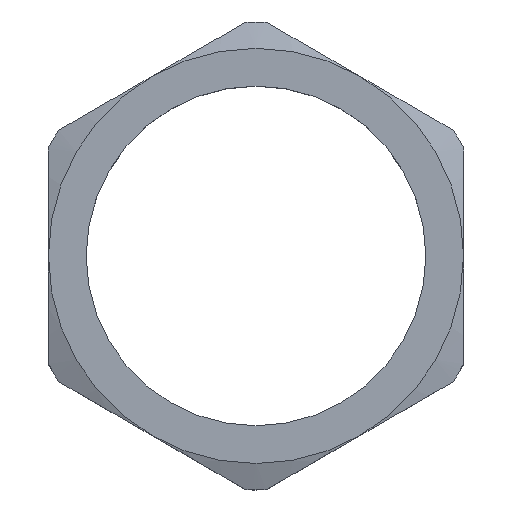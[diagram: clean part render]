
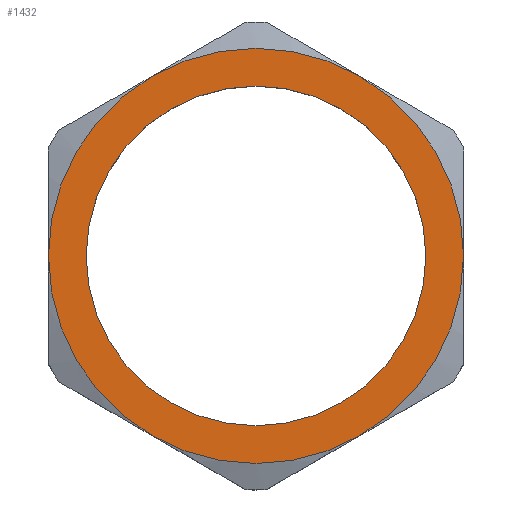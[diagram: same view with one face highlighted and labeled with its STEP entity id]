
A CAD part, top view. The second image highlights one B-rep face of the part: STEP entity #1432.
In plain terms, the highlighted planar face has unit normal (0, 0, 1).
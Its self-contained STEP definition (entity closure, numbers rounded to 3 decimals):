
#91=CARTESIAN_POINT('',(-4.5,0.,8.58));
#92=VERTEX_POINT('',#91);
#101=CARTESIAN_POINT('',(4.5,0.0,8.58));
#102=VERTEX_POINT('',#101);
#103=CARTESIAN_POINT('',(0.0,0.0,8.58));
#104=DIRECTION('',(0.0,0.0,-1.0));
#105=DIRECTION('',(-1.0,0.0,0.0));
#106=AXIS2_PLACEMENT_3D('',#103,#104,#105);
#107=CIRCLE('',#106,4.5);
#108=EDGE_CURVE('',#102,#92,#107,.T.);
#644=CARTESIAN_POINT('',(2.75,-4.763,8.58));
#645=VERTEX_POINT('',#644);
#814=CARTESIAN_POINT('',(-2.75,-4.763,8.58));
#815=VERTEX_POINT('',#814);
#919=CARTESIAN_POINT('',(-5.5,0.0,8.58));
#920=VERTEX_POINT('',#919);
#1043=CARTESIAN_POINT('',(5.5,0.0,8.58));
#1044=VERTEX_POINT('',#1043);
#1058=CARTESIAN_POINT('',(0.0,0.0,8.58));
#1059=DIRECTION('',(0.0,0.0,1.0));
#1060=DIRECTION('',(0.0,1.0,0.0));
#1061=AXIS2_PLACEMENT_3D('',#1058,#1059,#1060);
#1062=CIRCLE('',#1061,5.5);
#1063=EDGE_CURVE('',#645,#1044,#1062,.T.);
#1096=CARTESIAN_POINT('',(2.75,4.763,8.58));
#1097=VERTEX_POINT('',#1096);
#1111=CARTESIAN_POINT('',(0.0,0.0,8.58));
#1112=DIRECTION('',(0.0,0.0,1.0));
#1113=DIRECTION('',(0.0,1.0,0.0));
#1114=AXIS2_PLACEMENT_3D('',#1111,#1112,#1113);
#1115=CIRCLE('',#1114,5.5);
#1116=EDGE_CURVE('',#1044,#1097,#1115,.T.);
#1162=CARTESIAN_POINT('',(0.0,0.0,8.58));
#1163=DIRECTION('',(0.0,0.0,1.0));
#1164=DIRECTION('',(0.0,1.0,0.0));
#1165=AXIS2_PLACEMENT_3D('',#1162,#1163,#1164);
#1166=CIRCLE('',#1165,5.5);
#1167=EDGE_CURVE('',#815,#645,#1166,.T.);
#1201=CARTESIAN_POINT('',(0.0,0.0,8.58));
#1202=DIRECTION('',(0.0,0.0,1.0));
#1203=DIRECTION('',(0.0,1.0,0.0));
#1204=AXIS2_PLACEMENT_3D('',#1201,#1202,#1203);
#1205=CIRCLE('',#1204,5.5);
#1206=EDGE_CURVE('',#920,#815,#1205,.T.);
#1239=CARTESIAN_POINT('',(-2.75,4.763,8.58));
#1240=VERTEX_POINT('',#1239);
#1254=CARTESIAN_POINT('',(0.0,0.0,8.58));
#1255=DIRECTION('',(0.0,0.0,1.0));
#1256=DIRECTION('',(0.0,1.0,0.0));
#1257=AXIS2_PLACEMENT_3D('',#1254,#1255,#1256);
#1258=CIRCLE('',#1257,5.5);
#1259=EDGE_CURVE('',#1097,#1240,#1258,.T.);
#1305=CARTESIAN_POINT('',(0.0,0.0,8.58));
#1306=DIRECTION('',(0.0,0.0,1.0));
#1307=DIRECTION('',(0.0,1.0,0.0));
#1308=AXIS2_PLACEMENT_3D('',#1305,#1306,#1307);
#1309=CIRCLE('',#1308,5.5);
#1310=EDGE_CURVE('',#1240,#920,#1309,.T.);
#1405=CARTESIAN_POINT('',(0.0,0.0,8.58));
#1406=DIRECTION('',(0.0,0.0,-1.0));
#1407=DIRECTION('',(-1.0,0.0,0.0));
#1408=AXIS2_PLACEMENT_3D('',#1405,#1406,#1407);
#1409=CIRCLE('',#1408,4.5);
#1410=EDGE_CURVE('',#92,#102,#1409,.T.);
#1415=CARTESIAN_POINT('',(0.0,0.0,8.58));
#1416=DIRECTION('',(0.0,0.0,-1.0));
#1417=DIRECTION('',(1.0,0.0,0.0));
#1418=AXIS2_PLACEMENT_3D('',#1415,#1416,#1417);
#1419=PLANE('',#1418);
#1420=ORIENTED_EDGE('',*,*,#1063,.T.);
#1421=ORIENTED_EDGE('',*,*,#1116,.T.);
#1422=ORIENTED_EDGE('',*,*,#1259,.T.);
#1423=ORIENTED_EDGE('',*,*,#1310,.T.);
#1424=ORIENTED_EDGE('',*,*,#1206,.T.);
#1425=ORIENTED_EDGE('',*,*,#1167,.T.);
#1426=EDGE_LOOP('',(#1420,#1421,#1422,#1423,#1424,#1425));
#1427=FACE_OUTER_BOUND('',#1426,.T.);
#1428=ORIENTED_EDGE('',*,*,#108,.T.);
#1429=ORIENTED_EDGE('',*,*,#1410,.T.);
#1430=EDGE_LOOP('',(#1428,#1429));
#1431=FACE_BOUND('',#1430,.T.);
#1432=ADVANCED_FACE('',(#1427,#1431),#1419,.F.);
